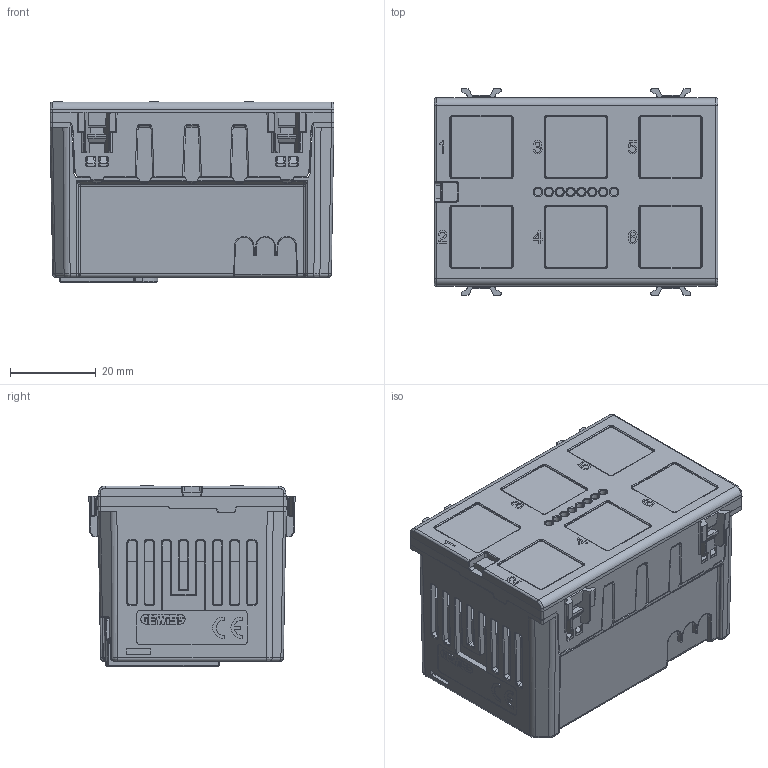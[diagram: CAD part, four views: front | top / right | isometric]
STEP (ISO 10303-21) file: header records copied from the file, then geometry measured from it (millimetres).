
FILE_DESCRIPTION(('CATIA V5 STEP Exchange','CAx-IF Rec.Pracs.--- Model Styling and Organization---1.4--- 2014-01-23'),'2;1');
FILE_NAME('GWA9421.stp','2024-02-13T13:39:20+00:00',('none'),('none'),'CATIA Version 5-6 Release 2019 SP6','CATIA V5 STEP AP214 v1','none');
FILE_SCHEMA(('AUTOMOTIVE_DESIGN { 1 0 10303 214 1 1 1 1 }'));
Products named in the file (1): GWA9421
Bounding box: 66.4 x 48.25 x 42.11 mm (x, y, z)
Volume: 79443.7 mm3; surface area: 30243.5 mm2
Topology: 1 solids, 5 shells, 2477 faces, 6647 edges, 4119 vertices
Faces by surface type: plane 1131, cylinder 874, bspline 291, torus 76, sphere 71, cone 23, revolution 11
Entity records: 96105 total; most frequent: CARTESIAN_POINT 39678, ORIENTED_EDGE 13128, DIRECTION 7889, EDGE_CURVE 6564, VERTEX_POINT 4119, VECTOR 3703, LINE 3703, EDGE_LOOP 2579
